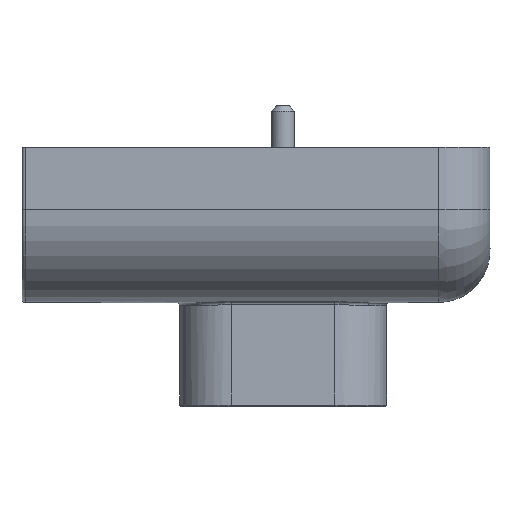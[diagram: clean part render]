
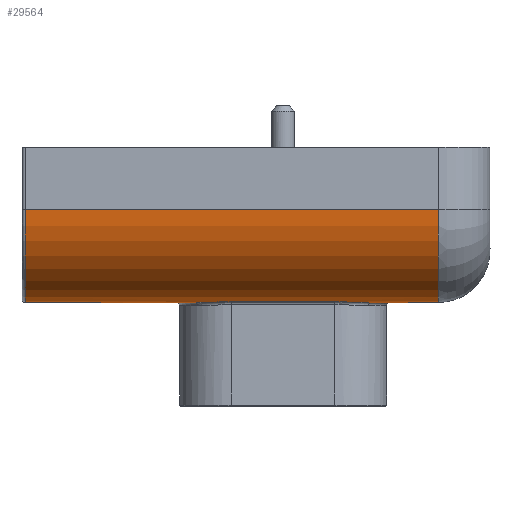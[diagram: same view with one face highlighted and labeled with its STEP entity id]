
A CAD part, front view. The second image highlights one B-rep face of the part: STEP entity #29564.
In plain terms, the highlighted cylindrical face has radius 9 mm (diameter 18 mm), a partial arc.
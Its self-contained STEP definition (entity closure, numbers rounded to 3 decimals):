
#396 = ORIENTED_EDGE ( 'NONE', *, *, #6313, .T. ) ;
#441 = CARTESIAN_POINT ( 'NONE',  ( -3.213, -25.528, -4.68 ) ) ;
#931 = EDGE_CURVE ( 'NONE', #27010, #10787, #28092, .T. ) ;
#1700 = CARTESIAN_POINT ( 'NONE',  ( -15.709, -25.528, -4.68 ) ) ;
#1831 = DIRECTION ( 'NONE',  ( -1., 0., 0. ) ) ;
#2169 = CARTESIAN_POINT ( 'NONE',  ( -16.015, -25.448, -4.69 ) ) ;
#2312 = DIRECTION ( 'NONE',  ( -1., 0., 0. ) ) ;
#2984 = EDGE_CURVE ( 'NONE', #27010, #14595, #3044, .T. ) ;
#3044 = LINE ( 'NONE', #13222, #26759 ) ;
#3137 = AXIS2_PLACEMENT_3D ( 'NONE', #10815, #18449, #18602 ) ;
#3512 = ORIENTED_EDGE ( 'NONE', *, *, #2984, .F. ) ;
#3732 = ORIENTED_EDGE ( 'NONE', *, *, #4069, .T. ) ;
#4059 = VERTEX_POINT ( 'NONE', #17010 ) ;
#4069 = EDGE_CURVE ( 'NONE', #4302, #7094, #27367, .T. ) ;
#4302 = VERTEX_POINT ( 'NONE', #8303 ) ;
#5235 = EDGE_CURVE ( 'NONE', #4302, #10787, #24633, .T. ) ;
#5252 = CARTESIAN_POINT ( 'NONE',  ( -2.028, -25.1, -4.724 ) ) ;
#6313 = EDGE_CURVE ( 'NONE', #4059, #20623, #22607, .T. ) ;
#6445 = DIRECTION ( 'NONE',  ( 0., 0., 1. ) ) ;
#6504 = AXIS2_PLACEMENT_3D ( 'NONE', #31653, #19113, #6445 ) ;
#6746 = CARTESIAN_POINT ( 'NONE',  ( -34.381, -24.405, -4.75 ) ) ;
#7094 = VERTEX_POINT ( 'NONE', #13984 ) ;
#7579 = CARTESIAN_POINT ( 'NONE',  ( -0.985, -24.405, -4.75 ) ) ;
#8067 = DIRECTION ( 'NONE',  ( -1., 0., 0. ) ) ;
#8303 = CARTESIAN_POINT ( 'NONE',  ( -17.939, -24.405, -4.75 ) ) ;
#9309 = CARTESIAN_POINT ( 'NONE',  ( -0.985, -24.405, -4.75 ) ) ;
#10323 = ORIENTED_EDGE ( 'NONE', *, *, #30536, .T. ) ;
#10787 = VERTEX_POINT ( 'NONE', #6746 ) ;
#10815 = CARTESIAN_POINT ( 'NONE',  ( -34.381, -24.405, 4.25 ) ) ;
#12106 = ORIENTED_EDGE ( 'NONE', *, *, #931, .T. ) ;
#12223 = VECTOR ( 'NONE', #27298, 1000. ) ;
#13025 = CYLINDRICAL_SURFACE ( 'NONE', #6504, 9. ) ;
#13222 = CARTESIAN_POINT ( 'NONE',  ( -27.681, -33.405, 4.25 ) ) ;
#13984 = CARTESIAN_POINT ( 'NONE',  ( -14.462, -25.663, -4.662 ) ) ;
#14548 = EDGE_CURVE ( 'NONE', #7094, #4059, #20094, .T. ) ;
#14595 = VERTEX_POINT ( 'NONE', #30467 ) ;
#15133 = DIRECTION ( 'NONE',  ( 0., 0., 1. ) ) ;
#15949 = CARTESIAN_POINT ( 'NONE',  ( -2.315, -25.233, -4.712 ) ) ;
#16651 = CARTESIAN_POINT ( 'NONE',  ( -34.381, -33.405, 4.25 ) ) ;
#17010 = CARTESIAN_POINT ( 'NONE',  ( -4.462, -25.663, -4.662 ) ) ;
#18371 = EDGE_LOOP ( 'NONE', ( #31681, #396, #24664, #10323, #3512, #12106, #30017, #3732 ) ) ;
#18449 = DIRECTION ( 'NONE',  ( 1., 0., 0. ) ) ;
#18602 = DIRECTION ( 'NONE',  ( 0., 0., 1. ) ) ;
#18848 = CIRCLE ( 'NONE', #23127, 9. ) ;
#19113 = DIRECTION ( 'NONE',  ( 1., 0., 0. ) ) ;
#19633 = CARTESIAN_POINT ( 'NONE',  ( -17.437, -24.79, -4.743 ) ) ;
#19953 = CARTESIAN_POINT ( 'NONE',  ( -17.697, -24.609, -4.75 ) ) ;
#20094 = LINE ( 'NONE', #25447, #12223 ) ;
#20226 = CARTESIAN_POINT ( 'NONE',  ( -4.462, -25.663, -4.662 ) ) ;
#20623 = VERTEX_POINT ( 'NONE', #9309 ) ;
#20693 = LINE ( 'NONE', #30891, #29891 ) ;
#21767 = CARTESIAN_POINT ( 'NONE',  ( -34.681, -24.405, -4.75 ) ) ;
#22607 = B_SPLINE_CURVE_WITH_KNOTS ( 'NONE', 3,
 ( #20226, #25588, #26079, #441, #28062, #15949, #5252, #30595, #30747, #7579 ),
 .UNSPECIFIED., .F., .F.,
 ( 4, 2, 2, 2, 4 ),
 ( 0., 0.001, 0.002, 0.003, 0.004 ),
 .UNSPECIFIED. ) ;
#23127 = AXIS2_PLACEMENT_3D ( 'NONE', #25122, #2312, #15133 ) ;
#23351 = DIRECTION ( 'NONE',  ( 1., 0., 0. ) ) ;
#23739 = CARTESIAN_POINT ( 'NONE',  ( 5.538, -24.405, -4.75 ) ) ;
#24507 = CARTESIAN_POINT ( 'NONE',  ( -16.609, -25.233, -4.712 ) ) ;
#24633 = LINE ( 'NONE', #21767, #31484 ) ;
#24664 = ORIENTED_EDGE ( 'NONE', *, *, #32055, .F. ) ;
#24668 = CARTESIAN_POINT ( 'NONE',  ( -14.462, -25.663, -4.662 ) ) ;
#25122 = CARTESIAN_POINT ( 'NONE',  ( 5.538, -24.405, 4.25 ) ) ;
#25447 = CARTESIAN_POINT ( 'NONE',  ( -27.681, -25.663, -4.662 ) ) ;
#25588 = CARTESIAN_POINT ( 'NONE',  ( -4.145, -25.663, -4.662 ) ) ;
#25657 = FACE_OUTER_BOUND ( 'NONE', #18371, .T. ) ;
#26079 = CARTESIAN_POINT ( 'NONE',  ( -3.83, -25.635, -4.666 ) ) ;
#26269 = VERTEX_POINT ( 'NONE', #23739 ) ;
#26759 = VECTOR ( 'NONE', #23351, 1000. ) ;
#27010 = VERTEX_POINT ( 'NONE', #16651 ) ;
#27150 = CARTESIAN_POINT ( 'NONE',  ( -16.894, -25.102, -4.724 ) ) ;
#27298 = DIRECTION ( 'NONE',  ( 1., 0., 0. ) ) ;
#27367 = B_SPLINE_CURVE_WITH_KNOTS ( 'NONE', 3,
 ( #29504, #19953, #19633, #27150, #24507, #2169, #1700, #32493, #29812, #24668 ),
 .UNSPECIFIED., .F., .F.,
 ( 4, 2, 2, 2, 4 ),
 ( 0., 0.001, 0.002, 0.003, 0.004 ),
 .UNSPECIFIED. ) ;
#28062 = CARTESIAN_POINT ( 'NONE',  ( -2.91, -25.448, -4.69 ) ) ;
#28092 = CIRCLE ( 'NONE', #3137, 9. ) ;
#29504 = CARTESIAN_POINT ( 'NONE',  ( -17.939, -24.405, -4.75 ) ) ;
#29564 = ADVANCED_FACE ( 'NONE', ( #25657 ), #13025, .T. ) ;
#29812 = CARTESIAN_POINT ( 'NONE',  ( -14.78, -25.663, -4.662 ) ) ;
#29891 = VECTOR ( 'NONE', #8067, 1000. ) ;
#30017 = ORIENTED_EDGE ( 'NONE', *, *, #5235, .F. ) ;
#30467 = CARTESIAN_POINT ( 'NONE',  ( 5.538, -33.405, 4.25 ) ) ;
#30536 = EDGE_CURVE ( 'NONE', #26269, #14595, #18848, .T. ) ;
#30595 = CARTESIAN_POINT ( 'NONE',  ( -1.486, -24.789, -4.743 ) ) ;
#30747 = CARTESIAN_POINT ( 'NONE',  ( -1.228, -24.609, -4.75 ) ) ;
#30891 = CARTESIAN_POINT ( 'NONE',  ( -34.681, -24.405, -4.75 ) ) ;
#31484 = VECTOR ( 'NONE', #1831, 1000. ) ;
#31653 = CARTESIAN_POINT ( 'NONE',  ( -27.681, -24.405, 4.25 ) ) ;
#31681 = ORIENTED_EDGE ( 'NONE', *, *, #14548, .T. ) ;
#32055 = EDGE_CURVE ( 'NONE', #26269, #20623, #20693, .T. ) ;
#32493 = CARTESIAN_POINT ( 'NONE',  ( -15.092, -25.636, -4.666 ) ) ;
